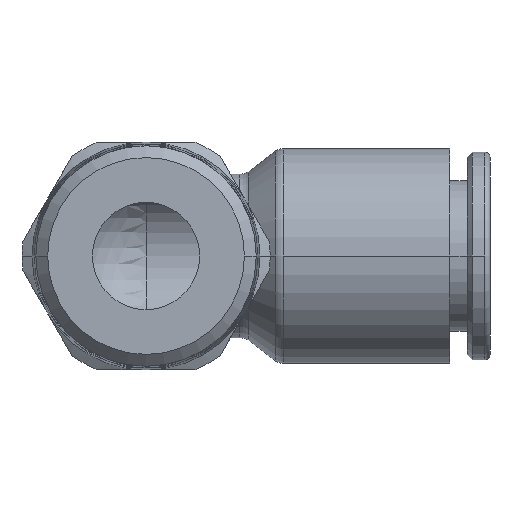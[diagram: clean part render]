
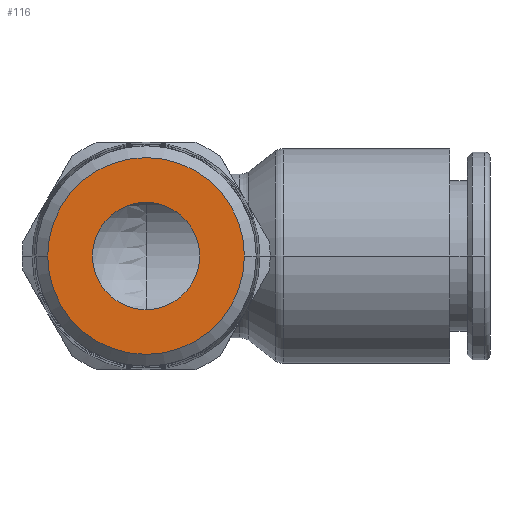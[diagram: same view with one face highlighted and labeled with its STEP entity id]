
A CAD part, front view. The second image highlights one B-rep face of the part: STEP entity #116.
In plain terms, the highlighted planar face has unit normal (0, -1, 0).
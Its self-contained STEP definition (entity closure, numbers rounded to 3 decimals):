
#116=ADVANCED_FACE('',(#311,#312),#313,.T.);
#311=FACE_BOUND('',#561,.T.);
#312=FACE_OUTER_BOUND('',#562,.T.);
#313=PLANE('',#563);
#561=EDGE_LOOP('',(#1222,#1223));
#562=EDGE_LOOP('',(#1224,#1225));
#563=AXIS2_PLACEMENT_3D('',#1226,#1227,#1228);
#1222=ORIENTED_EDGE('',*,*,#1720,.T.);
#1223=ORIENTED_EDGE('',*,*,#1811,.T.);
#1224=ORIENTED_EDGE('',*,*,#1707,.F.);
#1225=ORIENTED_EDGE('',*,*,#1818,.F.);
#1226=CARTESIAN_POINT('',(3.667,-9.7,0.0));
#1227=DIRECTION('',(-0.0,-1.0,-0.0));
#1228=DIRECTION('',(-1.0,0.0,0.0));
#1707=EDGE_CURVE('',#2088,#2091,#2092,.T.);
#1720=EDGE_CURVE('',#2110,#2114,#2116,.T.);
#1811=EDGE_CURVE('',#2114,#2110,#2260,.T.);
#1818=EDGE_CURVE('',#2091,#2088,#2269,.T.);
#2088=VERTEX_POINT('',#2757);
#2091=VERTEX_POINT('',#2761);
#2092=CIRCLE('',#2762,7.334);
#2110=VERTEX_POINT('',#2785);
#2114=VERTEX_POINT('',#2790);
#2116=CIRCLE('',#2793,4.0);
#2260=CIRCLE('',#3280,4.0);
#2269=CIRCLE('',#3289,7.334);
#2757=CARTESIAN_POINT('',(7.334,-9.7,0.0));
#2761=CARTESIAN_POINT('',(-7.334,-9.7,0.));
#2762=AXIS2_PLACEMENT_3D('',#3943,#3944,#3945);
#2785=CARTESIAN_POINT('',(4.0,-9.7,0.0));
#2790=CARTESIAN_POINT('',(-4.0,-9.7,0.));
#2793=AXIS2_PLACEMENT_3D('',#3968,#3969,#3970);
#3280=AXIS2_PLACEMENT_3D('',#4115,#4116,#4117);
#3289=AXIS2_PLACEMENT_3D('',#4136,#4137,#4138);
#3943=CARTESIAN_POINT('',(0.0,-9.7,0.0));
#3944=DIRECTION('',(-0.0,1.0,0.0));
#3945=DIRECTION('',(1.0,0.0,0.0));
#3968=CARTESIAN_POINT('',(0.0,-9.7,0.0));
#3969=DIRECTION('',(-0.0,1.0,0.0));
#3970=DIRECTION('',(1.0,0.0,0.0));
#4115=CARTESIAN_POINT('',(0.0,-9.7,0.0));
#4116=DIRECTION('',(-0.0,1.0,0.0));
#4117=DIRECTION('',(1.0,0.0,0.0));
#4136=CARTESIAN_POINT('',(0.0,-9.7,0.0));
#4137=DIRECTION('',(-0.0,1.0,0.0));
#4138=DIRECTION('',(1.0,0.0,0.0));
